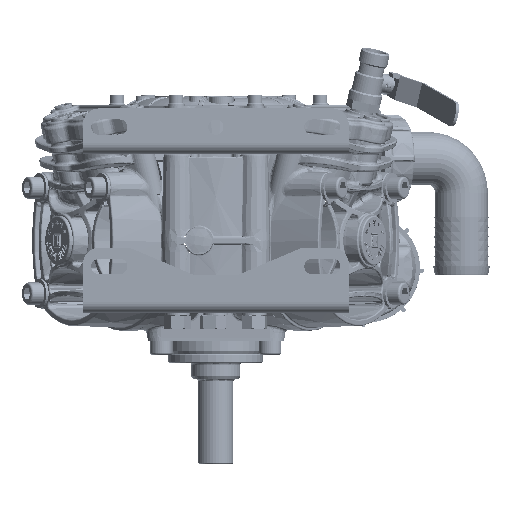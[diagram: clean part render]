
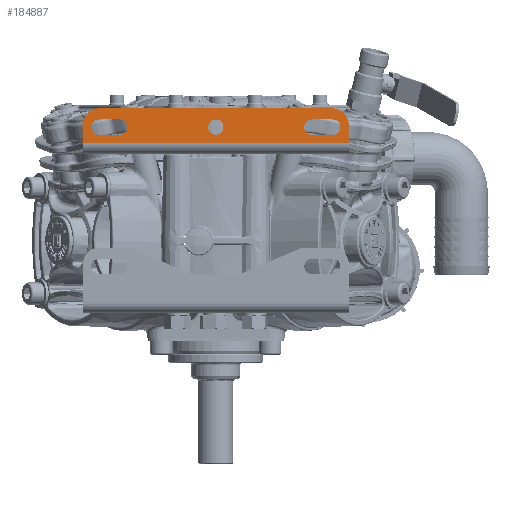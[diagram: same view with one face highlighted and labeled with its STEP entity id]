
A CAD part, front view. The second image highlights one B-rep face of the part: STEP entity #184887.
In plain terms, the highlighted planar face has unit normal (0, -1, 0).
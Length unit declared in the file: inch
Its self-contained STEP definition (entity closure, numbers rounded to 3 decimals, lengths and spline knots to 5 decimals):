
#4 = VERTEX_POINT ( 'NONE', #176012 ) ;
#1557 = CARTESIAN_POINT ( 'NONE',  ( 3.30709, -4.92126, 6.00394 ) ) ;
#1740 = ORIENTED_EDGE ( 'NONE', *, *, #211979, .T. ) ;
#6359 = CARTESIAN_POINT ( 'NONE',  ( -3.30709, -4.92126, 6.22047 ) ) ;
#12792 = CIRCLE ( 'NONE', #48089, 0.21654 ) ;
#14557 = AXIS2_PLACEMENT_3D ( 'NONE', #177309, #201279, #127190 ) ;
#18926 = CARTESIAN_POINT ( 'NONE',  ( -2.71654, -4.92126, 6.22047 ) ) ;
#34147 = CARTESIAN_POINT ( 'NONE',  ( 2.71654, -4.92126, 5.7874 ) ) ;
#35314 = EDGE_CURVE ( 'NONE', #75486, #73046, #223798, .T. ) ;
#36160 = DIRECTION ( 'NONE',  ( 0., 0., 1. ) ) ;
#38323 = DIRECTION ( 'NONE',  ( 1., 0., 0. ) ) ;
#42397 = DIRECTION ( 'NONE',  ( 0., 0., 1. ) ) ;
#43473 = DIRECTION ( 'NONE',  ( 0., -1., 0. ) ) ;
#46411 = CARTESIAN_POINT ( 'NONE',  ( 0., -4.92126, 6.00394 ) ) ;
#47715 = VERTEX_POINT ( 'NONE', #222844 ) ;
#48089 = AXIS2_PLACEMENT_3D ( 'NONE', #1557, #223580, #174628 ) ;
#53012 = EDGE_CURVE ( 'NONE', #183655, #4, #130769, .T. ) ;
#54340 = LINE ( 'NONE', #34147, #104869 ) ;
#54377 = AXIS2_PLACEMENT_3D ( 'NONE', #90289, #315761, #214421 ) ;
#55139 = EDGE_LOOP ( 'NONE', ( #141912, #80120, #278982, #100912, #281155, #102126 ) ) ;
#56427 = DIRECTION ( 'NONE',  ( 0., 0., 1. ) ) ;
#59016 = AXIS2_PLACEMENT_3D ( 'NONE', #305837, #156518, #56427 ) ;
#62256 = CARTESIAN_POINT ( 'NONE',  ( -3.75984, -4.92126, 6.53543 ) ) ;
#62924 = DIRECTION ( 'NONE',  ( 0., 0., -1. ) ) ;
#63116 = FACE_BOUND ( 'NONE', #115162, .T. ) ;
#64620 = AXIS2_PLACEMENT_3D ( 'NONE', #269019, #69762, #216744 ) ;
#68179 = DIRECTION ( 'NONE',  ( 0., 0., 1. ) ) ;
#69742 = EDGE_CURVE ( 'NONE', #4, #261146, #233366, .T. ) ;
#69762 = DIRECTION ( 'NONE',  ( 0., 1., 0. ) ) ;
#72012 = VERTEX_POINT ( 'NONE', #131818 ) ;
#73046 = VERTEX_POINT ( 'NONE', #282761 ) ;
#74619 = VERTEX_POINT ( 'NONE', #74844 ) ;
#74844 = CARTESIAN_POINT ( 'NONE',  ( 3.75984, -4.92126, 6.06299 ) ) ;
#75486 = VERTEX_POINT ( 'NONE', #226564 ) ;
#76153 = VECTOR ( 'NONE', #144041, 39.37008 ) ;
#76541 = CARTESIAN_POINT ( 'NONE',  ( -2.71654, -4.92126, 5.7874 ) ) ;
#80066 = CIRCLE ( 'NONE', #255378, 0.47244 ) ;
#80120 = ORIENTED_EDGE ( 'NONE', *, *, #295226, .T. ) ;
#81932 = EDGE_CURVE ( 'NONE', #166375, #195592, #146178, .T. ) ;
#81973 = CARTESIAN_POINT ( 'NONE',  ( -3.2874, -4.92126, 6.53543 ) ) ;
#82944 = CARTESIAN_POINT ( 'NONE',  ( 2.71654, -4.92126, 6.00394 ) ) ;
#83270 = EDGE_CURVE ( 'NONE', #227487, #183655, #321799, .T. ) ;
#88449 = ORIENTED_EDGE ( 'NONE', *, *, #264152, .F. ) ;
#90289 = CARTESIAN_POINT ( 'NONE',  ( 0., -4.92126, 6.00394 ) ) ;
#100912 = ORIENTED_EDGE ( 'NONE', *, *, #131948, .T. ) ;
#102126 = ORIENTED_EDGE ( 'NONE', *, *, #182029, .T. ) ;
#104317 = PLANE ( 'NONE',  #59016 ) ;
#104869 = VECTOR ( 'NONE', #184380, 39.37008 ) ;
#111421 = VERTEX_POINT ( 'NONE', #223533 ) ;
#113464 = CARTESIAN_POINT ( 'NONE',  ( -3.30709, -4.92126, 6.00394 ) ) ;
#115162 = EDGE_LOOP ( 'NONE', ( #319454, #88449, #181973, #310656 ) ) ;
#115389 = CIRCLE ( 'NONE', #301282, 0.21654 ) ;
#118053 = ORIENTED_EDGE ( 'NONE', *, *, #69742, .T. ) ;
#118150 = EDGE_CURVE ( 'NONE', #74619, #306263, #200427, .T. ) ;
#125943 = CARTESIAN_POINT ( 'NONE',  ( 3.75984, -4.92126, 5.55118 ) ) ;
#127190 = DIRECTION ( 'NONE',  ( 0., 0., 1. ) ) ;
#130769 = CIRCLE ( 'NONE', #64620, 0.21654 ) ;
#130926 = CARTESIAN_POINT ( 'NONE',  ( 2.71654, -4.92126, 5.7874 ) ) ;
#131818 = CARTESIAN_POINT ( 'NONE',  ( 3.30709, -4.92126, 6.22047 ) ) ;
#131948 = EDGE_CURVE ( 'NONE', #242070, #75486, #316670, .T. ) ;
#134448 = CARTESIAN_POINT ( 'NONE',  ( 0., -4.92126, 6.22047 ) ) ;
#135362 = CARTESIAN_POINT ( 'NONE',  ( -3.30709, -4.92126, 5.7874 ) ) ;
#136523 = LINE ( 'NONE', #62256, #257407 ) ;
#138494 = DIRECTION ( 'NONE',  ( 0., 0., 1. ) ) ;
#141912 = ORIENTED_EDGE ( 'NONE', *, *, #118150, .F. ) ;
#142391 = ORIENTED_EDGE ( 'NONE', *, *, #53012, .T. ) ;
#144041 = DIRECTION ( 'NONE',  ( 1., 0., 0. ) ) ;
#146178 = CIRCLE ( 'NONE', #54377, 0.21654 ) ;
#152391 = CARTESIAN_POINT ( 'NONE',  ( 0., -4.92126, 5.7874 ) ) ;
#156518 = DIRECTION ( 'NONE',  ( 0., 1., 0. ) ) ;
#166375 = VERTEX_POINT ( 'NONE', #134448 ) ;
#167311 = CARTESIAN_POINT ( 'NONE',  ( 3.75984, -4.92126, 5.3937 ) ) ;
#169464 = VECTOR ( 'NONE', #62924, 39.37008 ) ;
#174628 = DIRECTION ( 'NONE',  ( 0., 0., 1. ) ) ;
#176012 = CARTESIAN_POINT ( 'NONE',  ( -2.71654, -4.92126, 5.7874 ) ) ;
#176062 = DIRECTION ( 'NONE',  ( 1., 0., 0. ) ) ;
#177309 = CARTESIAN_POINT ( 'NONE',  ( -3.2874, -4.92126, 6.06299 ) ) ;
#178369 = EDGE_CURVE ( 'NONE', #111421, #225133, #218514, .T. ) ;
#181070 = AXIS2_PLACEMENT_3D ( 'NONE', #113464, #287779, #138494 ) ;
#181973 = ORIENTED_EDGE ( 'NONE', *, *, #182325, .F. ) ;
#182021 = VECTOR ( 'NONE', #305967, 39.37008 ) ;
#182029 = EDGE_CURVE ( 'NONE', #73046, #306263, #309368, .T. ) ;
#182325 = EDGE_CURVE ( 'NONE', #47715, #72012, #12792, .T. ) ;
#183655 = VERTEX_POINT ( 'NONE', #197778 ) ;
#184380 = DIRECTION ( 'NONE',  ( 1., 0., 0. ) ) ;
#184887 = ADVANCED_FACE ( 'NONE', ( #214932, #203355, #320325, #63116 ), #104317, .F. ) ;
#191593 = CARTESIAN_POINT ( 'NONE',  ( 3.2874, -4.92126, 6.06299 ) ) ;
#194546 = DIRECTION ( 'NONE',  ( 0., 0., -1. ) ) ;
#195592 = VERTEX_POINT ( 'NONE', #152391 ) ;
#197161 = CIRCLE ( 'NONE', #181070, 0.21654 ) ;
#197654 = LINE ( 'NONE', #227512, #182021 ) ;
#197778 = CARTESIAN_POINT ( 'NONE',  ( -2.71654, -4.92126, 6.22047 ) ) ;
#200427 = LINE ( 'NONE', #167311, #235433 ) ;
#201279 = DIRECTION ( 'NONE',  ( 0., -1., 0. ) ) ;
#203355 = FACE_OUTER_BOUND ( 'NONE', #55139, .T. ) ;
#204566 = EDGE_LOOP ( 'NONE', ( #216138, #206306 ) ) ;
#206306 = ORIENTED_EDGE ( 'NONE', *, *, #294554, .T. ) ;
#209799 = VERTEX_POINT ( 'NONE', #271197 ) ;
#210996 = CARTESIAN_POINT ( 'NONE',  ( -3.75984, -4.92126, 5.3937 ) ) ;
#211979 = EDGE_CURVE ( 'NONE', #261146, #227487, #197161, .T. ) ;
#214421 = DIRECTION ( 'NONE',  ( 0., 0., 1. ) ) ;
#214932 = FACE_BOUND ( 'NONE', #204566, .T. ) ;
#216138 = ORIENTED_EDGE ( 'NONE', *, *, #81932, .T. ) ;
#216744 = DIRECTION ( 'NONE',  ( 0., 0., 1. ) ) ;
#218514 = CIRCLE ( 'NONE', #301791, 0.21654 ) ;
#222844 = CARTESIAN_POINT ( 'NONE',  ( 3.30709, -4.92126, 5.7874 ) ) ;
#223533 = CARTESIAN_POINT ( 'NONE',  ( 2.71654, -4.92126, 6.22047 ) ) ;
#223580 = DIRECTION ( 'NONE',  ( 0., -1., 0. ) ) ;
#223798 = LINE ( 'NONE', #210996, #169464 ) ;
#225133 = VERTEX_POINT ( 'NONE', #130926 ) ;
#225548 = VECTOR ( 'NONE', #273673, 39.37008 ) ;
#226564 = CARTESIAN_POINT ( 'NONE',  ( -3.75984, -4.92126, 6.06299 ) ) ;
#227487 = VERTEX_POINT ( 'NONE', #6359 ) ;
#227512 = CARTESIAN_POINT ( 'NONE',  ( 2.71654, -4.92126, 6.22047 ) ) ;
#233366 = LINE ( 'NONE', #76541, #225548 ) ;
#235433 = VECTOR ( 'NONE', #194546, 39.37008 ) ;
#242070 = VERTEX_POINT ( 'NONE', #81973 ) ;
#255378 = AXIS2_PLACEMENT_3D ( 'NONE', #191593, #43473, #42397 ) ;
#257407 = VECTOR ( 'NONE', #38323, 39.37008 ) ;
#258601 = VECTOR ( 'NONE', #176062, 39.37008 ) ;
#261146 = VERTEX_POINT ( 'NONE', #135362 ) ;
#264152 = EDGE_CURVE ( 'NONE', #72012, #111421, #197654, .T. ) ;
#269019 = CARTESIAN_POINT ( 'NONE',  ( -2.71654, -4.92126, 6.00394 ) ) ;
#271197 = CARTESIAN_POINT ( 'NONE',  ( 3.2874, -4.92126, 6.53543 ) ) ;
#273673 = DIRECTION ( 'NONE',  ( -1., 0., 0. ) ) ;
#278982 = ORIENTED_EDGE ( 'NONE', *, *, #287604, .F. ) ;
#281155 = ORIENTED_EDGE ( 'NONE', *, *, #35314, .T. ) ;
#282761 = CARTESIAN_POINT ( 'NONE',  ( -3.75984, -4.92126, 5.55118 ) ) ;
#284451 = DIRECTION ( 'NONE',  ( 0., -1., 0. ) ) ;
#287604 = EDGE_CURVE ( 'NONE', #242070, #209799, #136523, .T. ) ;
#287779 = DIRECTION ( 'NONE',  ( 0., 1., 0. ) ) ;
#294554 = EDGE_CURVE ( 'NONE', #195592, #166375, #115389, .T. ) ;
#295226 = EDGE_CURVE ( 'NONE', #74619, #209799, #80066, .T. ) ;
#301282 = AXIS2_PLACEMENT_3D ( 'NONE', #46411, #320809, #68179 ) ;
#301791 = AXIS2_PLACEMENT_3D ( 'NONE', #82944, #284451, #36160 ) ;
#302405 = EDGE_CURVE ( 'NONE', #225133, #47715, #54340, .T. ) ;
#305837 = CARTESIAN_POINT ( 'NONE',  ( 3.75984, -4.92126, 5.3937 ) ) ;
#305967 = DIRECTION ( 'NONE',  ( -1., 0., 0. ) ) ;
#306263 = VERTEX_POINT ( 'NONE', #318876 ) ;
#309368 = LINE ( 'NONE', #125943, #258601 ) ;
#310656 = ORIENTED_EDGE ( 'NONE', *, *, #302405, .F. ) ;
#311066 = EDGE_LOOP ( 'NONE', ( #315007, #142391, #118053, #1740 ) ) ;
#315007 = ORIENTED_EDGE ( 'NONE', *, *, #83270, .T. ) ;
#315761 = DIRECTION ( 'NONE',  ( 0., 1., 0. ) ) ;
#316670 = CIRCLE ( 'NONE', #14557, 0.47244 ) ;
#318876 = CARTESIAN_POINT ( 'NONE',  ( 3.75984, -4.92126, 5.55118 ) ) ;
#319454 = ORIENTED_EDGE ( 'NONE', *, *, #178369, .F. ) ;
#320325 = FACE_BOUND ( 'NONE', #311066, .T. ) ;
#320809 = DIRECTION ( 'NONE',  ( 0., 1., 0. ) ) ;
#321799 = LINE ( 'NONE', #18926, #76153 ) ;
